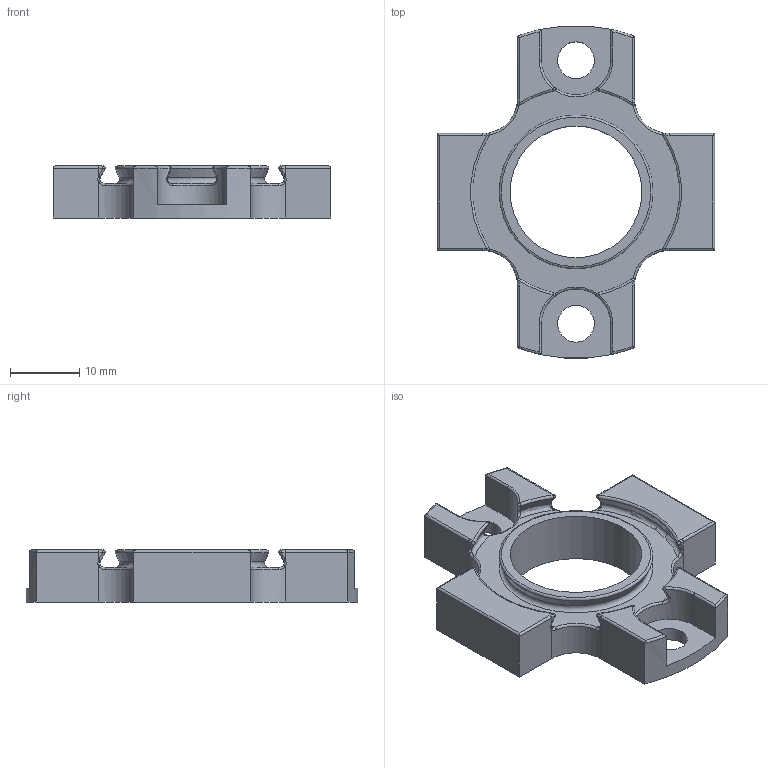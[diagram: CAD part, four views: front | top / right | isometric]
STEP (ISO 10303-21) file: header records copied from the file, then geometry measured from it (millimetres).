
FILE_DESCRIPTION(/* description */ (''),/* implementation_level */ '2;1');
FILE_NAME(/* name */ 'PLATE_ORING.step',/* time_stamp */ '2025-10-09T19:37:28+09:00',/* author */ (''),/* organization */ (''),/* preprocessor_version */ 'ST-DEVELOPER v20.1',/* originating_system */ 'Autodesk Translation Framework v14.17.0.0',/* authorisation */ '');
FILE_SCHEMA (('AUTOMOTIVE_DESIGN { 1 0 10303 214 3 1 1 }'));
Length unit declared in the file: millimetre
Products named in the file (1): 2025-10-09-19-37-28-004
Bounding box: 40 x 47.88 x 7.5 mm (x, y, z)
Volume: 5007.4 mm3; surface area: 3874.2 mm2
Topology: 1 solids, 1 shells, 153 faces, 350 edges, 200 vertices
Faces by surface type: bspline 40, torus 36, cylinder 33, plane 25, sphere 12, cone 7
Full cylindrical faces by diameter (mm): 5.3 x2, 19 x1
Entity records: 5512 total; most frequent: CARTESIAN_POINT 2192, ORIENTED_EDGE 700, DIRECTION 674, EDGE_CURVE 350, AXIS2_PLACEMENT_3D 298, VERTEX_POINT 200, CIRCLE 180, EDGE_LOOP 160
